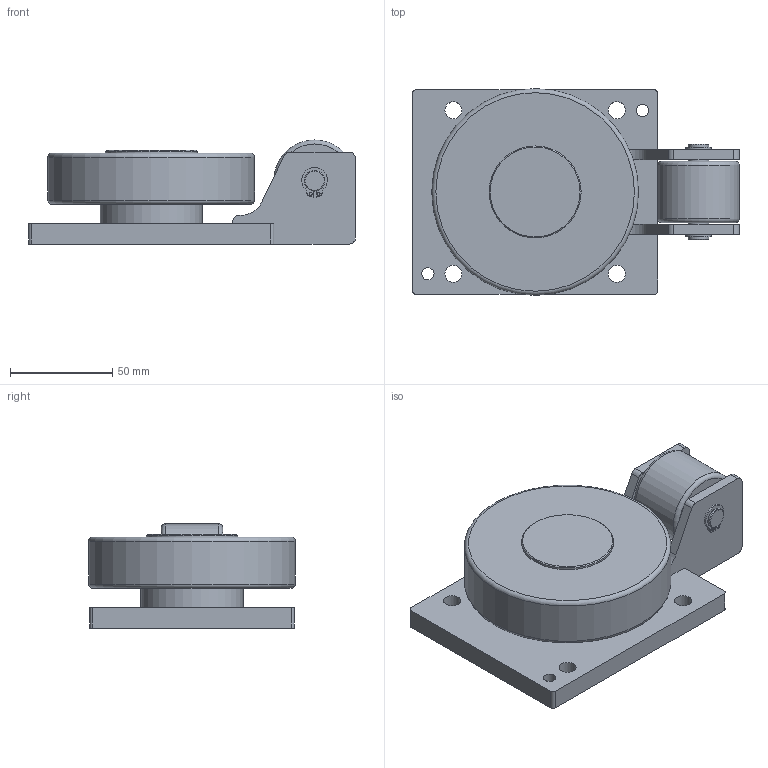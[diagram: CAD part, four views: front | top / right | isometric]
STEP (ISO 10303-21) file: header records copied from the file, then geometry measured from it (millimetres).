
FILE_DESCRIPTION(/* description */ ('-','CAx-IF Rec.Pracs.---Representation and Presentation of Product Manufacturing Information (PMI)---4.0---2014-10-13'),/* implementation_level */ '2;1');
FILE_NAME(/* name */ '218c2a0e-915a-4c84-a760-1dc6f5c7cfb5.stp',/* time_stamp */ '2020-04-01T16:12:00+02:00',/* author */ ('-'),/* organization */ ('NTI CADcenter A/S'),/* preprocessor_version */ 'ST-DEVELOPER v18',/* originating_system */ 'Autodesk Inventor 2020',/* authorisation */ '-');
FILE_SCHEMA (('AP242_MANAGED_MODEL_BASED_3D_ENGINEERING_MIM_LF { 1 0 10303 442 1 1 4 }'));
Length unit declared in the file: millimetre
Products named in the file (1): PSAS 100.6200_Kontur
Bounding box: 160 x 101.2 x 51 mm (x, y, z)
Volume: 387548.7 mm3; surface area: 67763.3 mm2
Topology: 1 solids, 1 shells, 129 faces, 369 edges, 256 vertices
Faces by surface type: plane 60, cylinder 54, cone 8, torus 7
Full cylindrical faces by diameter (mm): 1.5 x4, 2 x2, 6 x2, 8.376 x4, 9.6 x2, 10 x6, 22.5 x1, 26 x2, 27.5 x1, 40 x1, 45 x1, 50 x1, 101.2 x1
Entity records: 4447 total; most frequent: DIRECTION 824, CARTESIAN_POINT 755, ORIENTED_EDGE 738, EDGE_CURVE 369, AXIS2_PLACEMENT_3D 325, VERTEX_POINT 256, CIRCLE 195, LINE 174
